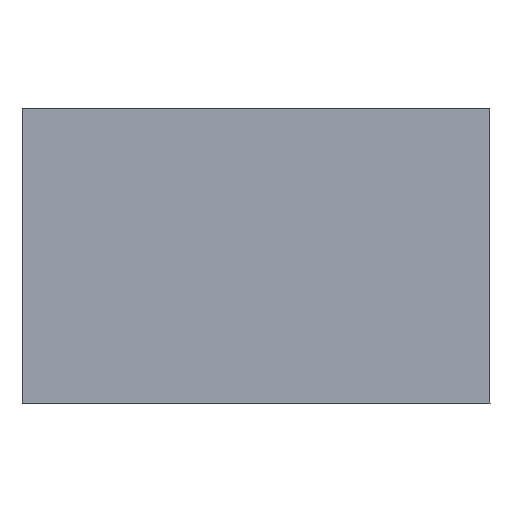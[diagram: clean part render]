
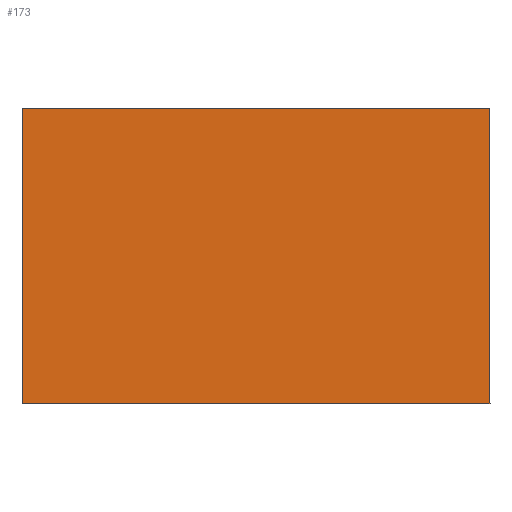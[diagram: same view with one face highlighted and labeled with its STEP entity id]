
A CAD part, top view. The second image highlights one B-rep face of the part: STEP entity #173.
In plain terms, the highlighted planar face has unit normal (0, 0, 1).
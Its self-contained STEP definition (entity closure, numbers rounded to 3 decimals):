
#153=AXIS2_PLACEMENT_3D('Plane Axis2P3D',#150,#151,#152) ;
#51=CARTESIAN_POINT('Vertex',(0.,54.,0.8)) ;
#54=CARTESIAN_POINT('Line Origine',(42.7,54.,0.8)) ;
#58=CARTESIAN_POINT('Vertex',(85.4,54.,0.8)) ;
#128=CARTESIAN_POINT('Vertex',(0.,0.,0.8)) ;
#131=CARTESIAN_POINT('Line Origine',(0.,27.,0.8)) ;
#150=CARTESIAN_POINT('Axis2P3D Location',(42.7,27.,0.8)) ;
#155=CARTESIAN_POINT('Line Origine',(42.7,0.,0.8)) ;
#159=CARTESIAN_POINT('Vertex',(85.4,0.,0.8)) ;
#162=CARTESIAN_POINT('Line Origine',(85.4,27.,0.8)) ;
#55=DIRECTION('Vector Direction',(-1.,0.,0.)) ;
#132=DIRECTION('Vector Direction',(0.,1.,0.)) ;
#151=DIRECTION('Axis2P3D Direction',(0.,0.,1.)) ;
#152=DIRECTION('Axis2P3D XDirection',(0.,-1.,0.)) ;
#156=DIRECTION('Vector Direction',(1.,0.,0.)) ;
#163=DIRECTION('Vector Direction',(0.,-1.,0.)) ;
#56=VECTOR('Line Direction',#55,1.) ;
#133=VECTOR('Line Direction',#132,1.) ;
#157=VECTOR('Line Direction',#156,1.) ;
#164=VECTOR('Line Direction',#163,1.) ;
#168=ORIENTED_EDGE('',*,*,#60,.T.) ;
#169=ORIENTED_EDGE('',*,*,#135,.T.) ;
#170=ORIENTED_EDGE('',*,*,#161,.T.) ;
#171=ORIENTED_EDGE('',*,*,#166,.T.) ;
#173=ADVANCED_FACE('S3D GEDREHT',(#172),#154,.T.) ;
#60=EDGE_CURVE('',#59,#52,#57,.T.) ;
#135=EDGE_CURVE('',#52,#129,#134,.F.) ;
#161=EDGE_CURVE('',#129,#160,#158,.T.) ;
#166=EDGE_CURVE('',#160,#59,#165,.F.) ;
#167=EDGE_LOOP('',(#168,#169,#170,#171)) ;
#172=FACE_OUTER_BOUND('',#167,.T.) ;
#57=LINE('Line',#54,#56) ;
#134=LINE('Line',#131,#133) ;
#158=LINE('Line',#155,#157) ;
#165=LINE('Line',#162,#164) ;
#154=PLANE('',#153) ;
#52=VERTEX_POINT('',#51) ;
#59=VERTEX_POINT('',#58) ;
#129=VERTEX_POINT('',#128) ;
#160=VERTEX_POINT('',#159) ;
